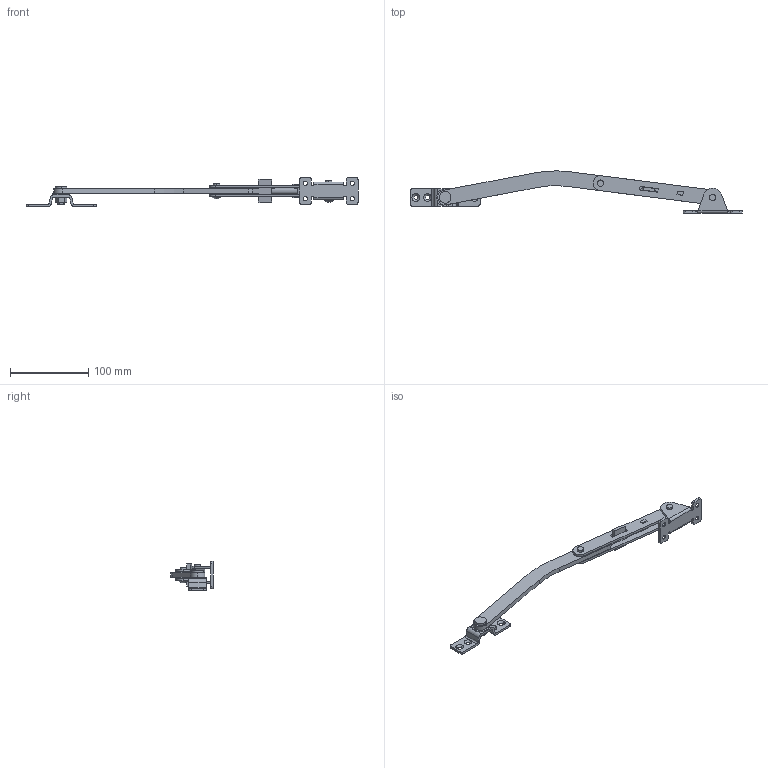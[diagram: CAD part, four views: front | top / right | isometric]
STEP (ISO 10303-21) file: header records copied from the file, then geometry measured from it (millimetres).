
FILE_DESCRIPTION (( 'STEP AP203' ), '1' );
FILE_NAME ('B-1450-1.STEP', '2010-10-18T02:43:42', ( ' ' ), ( ' ' ), 'SwSTEP 2.0', 'SolidWorks 2007', '' );
FILE_SCHEMA (( 'CONFIG_CONTROL_DESIGN' ));
Length unit declared in the file: millimetre
Products named in the file (15): B-1450-1僇儔乕__棉太倌; B-1450-1僔儍僼僩(1)__棉太倌; B-1450-1僔儍僼僩(2)__棉太倌; B-1450-1M10暯嵗嬥__棉太倌; B-1450-1M8暯嵗嬥__棉太倌; B-1450-1; B-1450-1傾乕儉(2)__棉太倌; B-1450-1庢晅嵗(2)__棉太倌; B-1450-1傾乕儉(1)__棉太倌; B-1450-1庢晅嵗(1)__棉太倌; B-1450-1僔儍僼僩(3)__棉太倌; B-1450-1僗僩僢僷乕__棉太倌; B-1450-1屌掕斅__棉太倌; B-1450-1スプリングケース__ﾃﾞﾌｫﾙﾄ; 六角ナットM8（1種）_M8(1種)_公
Assembly tree (18 placements, depth 2):
  B-1450-1
    B-1450-1傾乕儉(1)__棉太倌  x2
    B-1450-1僇儔乕__棉太倌
    B-1450-1庢晅嵗(2)__棉太倌
    B-1450-1僔儍僼僩(3)__棉太倌
    B-1450-1M8暯嵗嬥__棉太倌  x4
    B-1450-1スプリングケース__ﾃﾞﾌｫﾙﾄ
    B-1450-1M10暯嵗嬥__棉太倌
    B-1450-1僔儍僼僩(1)__棉太倌
    六角ナットM8（1種）_M8(1種)_公
    B-1450-1僔儍僼僩(2)__棉太倌
    B-1450-1僗僩僢僷乕__棉太倌
    B-1450-1傾乕儉(2)__棉太倌
    B-1450-1屌掕斅__棉太倌
    B-1450-1庢晅嵗(1)__棉太倌
Bounding box: 425.5 x 54.06 x 37.5 mm (x, y, z)
Volume: 71629.8 mm3; surface area: 50024.1 mm2
Topology: 18 solids, 18 shells, 309 faces, 761 edges, 492 vertices
Faces by surface type: plane 145, cylinder 134, cone 26, sphere 4
Entity records: 9965 total; most frequent: DIRECTION 1514, CARTESIAN_POINT 1469, ORIENTED_EDGE 1348, EDGE_CURVE 674, AXIS2_PLACEMENT_3D 559, VERTEX_POINT 434, VECTOR 396, LINE 396
